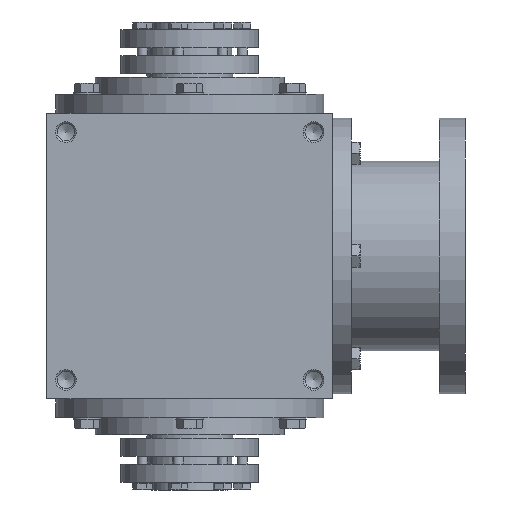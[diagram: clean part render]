
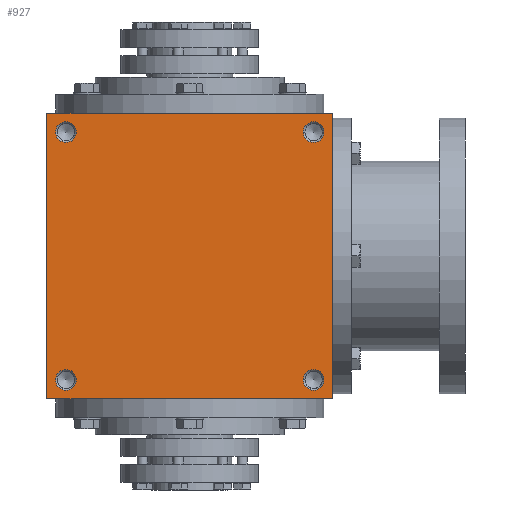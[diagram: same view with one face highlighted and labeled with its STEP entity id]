
A CAD part, front view. The second image highlights one B-rep face of the part: STEP entity #927.
In plain terms, the highlighted planar face has unit normal (0, -1, 0).
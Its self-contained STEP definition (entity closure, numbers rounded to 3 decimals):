
#927 = ADVANCED_FACE( '', ( #1925, #1926, #1927, #1928, #1929 ), #1930, .F. );
#1925 = FACE_BOUND( '', #3067, .T. );
#1926 = FACE_BOUND( '', #3068, .T. );
#1927 = FACE_BOUND( '', #3069, .T. );
#1928 = FACE_BOUND( '', #3070, .T. );
#1929 = FACE_OUTER_BOUND( '', #3071, .T. );
#1930 = PLANE( '', #3072 );
#3067 = EDGE_LOOP( '', ( #4892 ) );
#3068 = EDGE_LOOP( '', ( #4893 ) );
#3069 = EDGE_LOOP( '', ( #4894 ) );
#3070 = EDGE_LOOP( '', ( #4895 ) );
#3071 = EDGE_LOOP( '', ( #4896, #4897, #4898, #4899 ) );
#3072 = AXIS2_PLACEMENT_3D( '', #4900, #4901, #4902 );
#4892 = ORIENTED_EDGE( '', *, *, #6519, .T. );
#4893 = ORIENTED_EDGE( '', *, *, #6520, .T. );
#4894 = ORIENTED_EDGE( '', *, *, #6081, .F. );
#4895 = ORIENTED_EDGE( '', *, *, #5884, .F. );
#4896 = ORIENTED_EDGE( '', *, *, #6231, .T. );
#4897 = ORIENTED_EDGE( '', *, *, #6521, .F. );
#4898 = ORIENTED_EDGE( '', *, *, #6522, .F. );
#4899 = ORIENTED_EDGE( '', *, *, #6523, .T. );
#4900 = CARTESIAN_POINT( '', ( -83., -83., 83. ) );
#4901 = DIRECTION( '', ( 0., 1., 0. ) );
#4902 = DIRECTION( '', ( 0., 0., 1. ) );
#5884 = EDGE_CURVE( '', #6762, #6762, #6763, .T. );
#6081 = EDGE_CURVE( '', #7092, #7092, #7093, .T. );
#6231 = EDGE_CURVE( '', #7330, #7332, #7334, .T. );
#6519 = EDGE_CURVE( '', #7737, #7737, #7738, .T. );
#6520 = EDGE_CURVE( '', #7739, #7739, #7740, .T. );
#6521 = EDGE_CURVE( '', #7741, #7332, #7742, .T. );
#6522 = EDGE_CURVE( '', #7743, #7741, #7744, .T. );
#6523 = EDGE_CURVE( '', #7743, #7330, #7745, .T. );
#6762 = VERTEX_POINT( '', #8011 );
#6763 = CIRCLE( '', #8012, 6. );
#7092 = VERTEX_POINT( '', #8487 );
#7093 = CIRCLE( '', #8488, 6. );
#7330 = VERTEX_POINT( '', #8871 );
#7332 = VERTEX_POINT( '', #8874 );
#7334 = LINE( '', #8877, #8878 );
#7737 = VERTEX_POINT( '', #9537 );
#7738 = CIRCLE( '', #9538, 6. );
#7739 = VERTEX_POINT( '', #9539 );
#7740 = CIRCLE( '', #9540, 6. );
#7741 = VERTEX_POINT( '', #9541 );
#7742 = LINE( '', #9542, #9543 );
#7743 = VERTEX_POINT( '', #9544 );
#7744 = LINE( '', #9545, #9546 );
#7745 = LINE( '', #9547, #9548 );
#8011 = CARTESIAN_POINT( '', ( 72., -83., 66. ) );
#8012 = AXIS2_PLACEMENT_3D( '', #9949, #9950, #9951 );
#8487 = CARTESIAN_POINT( '', ( 72., -83., -78. ) );
#8488 = AXIS2_PLACEMENT_3D( '', #10252, #10253, #10254 );
#8871 = CARTESIAN_POINT( '', ( -83., -83., -83. ) );
#8874 = CARTESIAN_POINT( '', ( 83., -83., -83. ) );
#8877 = CARTESIAN_POINT( '', ( -83., -83., -83. ) );
#8878 = VECTOR( '', #10461, 1000. );
#9537 = CARTESIAN_POINT( '', ( -72., -83., -66. ) );
#9538 = AXIS2_PLACEMENT_3D( '', #10820, #10821, #10822 );
#9539 = CARTESIAN_POINT( '', ( -72., -83., 78. ) );
#9540 = AXIS2_PLACEMENT_3D( '', #10823, #10824, #10825 );
#9541 = CARTESIAN_POINT( '', ( 83., -83., 83. ) );
#9542 = CARTESIAN_POINT( '', ( 83., -83., 83. ) );
#9543 = VECTOR( '', #10826, 1000. );
#9544 = CARTESIAN_POINT( '', ( -83., -83., 83. ) );
#9545 = CARTESIAN_POINT( '', ( -83., -83., 83. ) );
#9546 = VECTOR( '', #10827, 1000. );
#9547 = CARTESIAN_POINT( '', ( -83., -83., 83. ) );
#9548 = VECTOR( '', #10828, 1000. );
#9949 = CARTESIAN_POINT( '', ( 72., -83., 72. ) );
#9950 = DIRECTION( '', ( 0., -1., 0. ) );
#9951 = DIRECTION( '', ( 0., 0., -1. ) );
#10252 = CARTESIAN_POINT( '', ( 72., -83., -72. ) );
#10253 = DIRECTION( '', ( 0., -1., 0. ) );
#10254 = DIRECTION( '', ( 0., 0., -1. ) );
#10461 = DIRECTION( '', ( 1., 0., 0. ) );
#10820 = CARTESIAN_POINT( '', ( -72., -83., -72. ) );
#10821 = DIRECTION( '', ( 0., 1., 0. ) );
#10822 = DIRECTION( '', ( 0., 0., 1. ) );
#10823 = CARTESIAN_POINT( '', ( -72., -83., 72. ) );
#10824 = DIRECTION( '', ( 0., 1., 0. ) );
#10825 = DIRECTION( '', ( 0., 0., 1. ) );
#10826 = DIRECTION( '', ( 0., 0., -1. ) );
#10827 = DIRECTION( '', ( 1., 0., 0. ) );
#10828 = DIRECTION( '', ( 0., 0., -1. ) );
